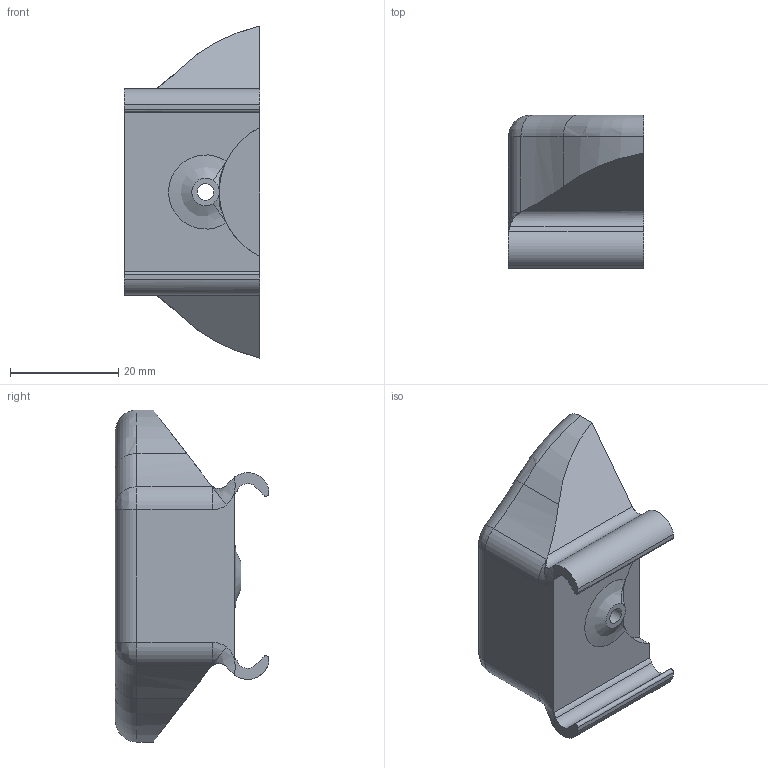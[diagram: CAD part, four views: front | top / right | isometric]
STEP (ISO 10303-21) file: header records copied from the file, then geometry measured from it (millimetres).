
FILE_DESCRIPTION(/* description */ (''),/* implementation_level */ '2;1');
FILE_NAME(/* name */ 'Can gripper.step',/* time_stamp */ '2020-09-03T09:04:34+02:00',/* author */ (''),/* organization */ (''),/* preprocessor_version */ 'ST-DEVELOPER v18.1',/* originating_system */ 'Autodesk Translation Framework v9.2.0.1227',/* authorisation */ '');
FILE_SCHEMA (('AUTOMOTIVE_DESIGN { 1 0 10303 214 3 1 1 }'));
Length unit declared in the file: millimetre
Products named in the file (3): Can gripper; Grippers; Gripper
Assembly tree (2 placements, depth 3):
  Can gripper
    Grippers
      Gripper
Bounding box: 25 x 28.37 x 61.43 mm (x, y, z)
Volume: 12303.3 mm3; surface area: 6396.3 mm2
Topology: 1 solids, 1 shells, 66 faces, 185 edges, 115 vertices
Faces by surface type: plane 27, bspline 23, cylinder 12, torus 4
Entity records: 2640 total; most frequent: CARTESIAN_POINT 947, ORIENTED_EDGE 356, DIRECTION 334, EDGE_CURVE 178, AXIS2_PLACEMENT_3D 125, VERTEX_POINT 115, LINE 84, VECTOR 84
